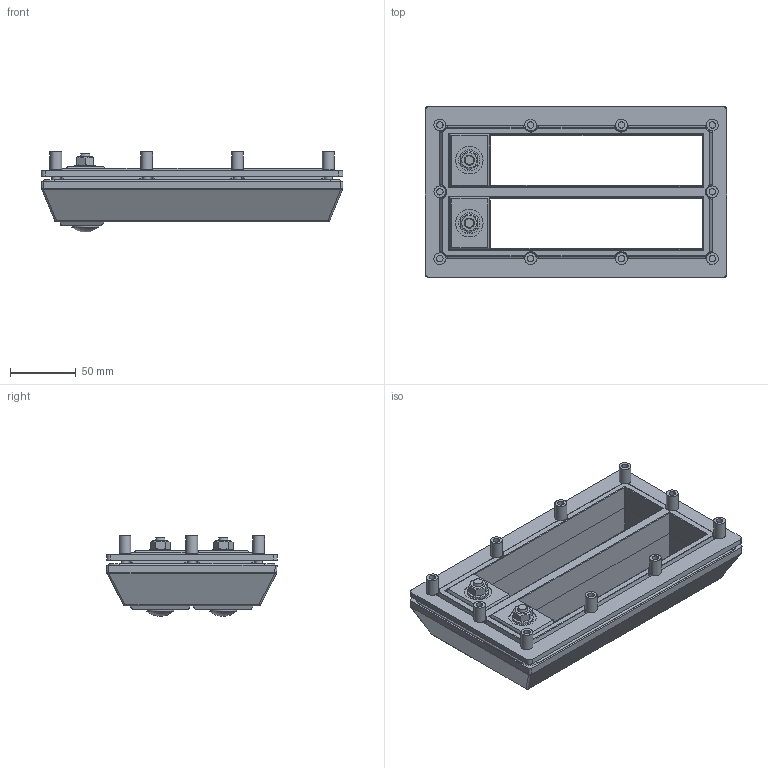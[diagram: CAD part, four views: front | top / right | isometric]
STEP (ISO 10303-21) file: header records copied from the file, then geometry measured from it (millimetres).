
FILE_DESCRIPTION(/* description */ (''),/* implementation_level */ '2;1');
FILE_NAME(/* name */ 'CF32 Ex.stp',/* time_stamp */ '2022-11-21T10:13:32+01:00',/* author */ ('se-linado'),/* organization */ (''),/* preprocessor_version */ 'ST-DEVELOPER v18.1',/* originating_system */ 'Autodesk Inventor 2021',/* authorisation */ '');
FILE_SCHEMA (('AUTOMOTIVE_DESIGN { 1 0 10303 214 3 1 1 }'));
Length unit declared in the file: millimetre
Products named in the file (1): 100-085838_Shrinkwrap_1
Bounding box: 230.21 x 130.21 x 61.27 mm (x, y, z)
Volume: 547343 mm3; surface area: 154910 mm2
Topology: 3 solids, 3 shells, 763 faces, 1901 edges, 1138 vertices
Faces by surface type: cylinder 271, plane 262, bspline 120, torus 48, cone 36, sphere 26
Full cylindrical faces by diameter (mm): 3.754 x1, 4.917 x10, 5.8 x2, 6 x10, 8 x2, 9 x10, 16 x2, 20.65 x2, 20.7 x2, 21 x2
Entity records: 27238 total; most frequent: CARTESIAN_POINT 8736, ORIENTED_EDGE 3730, DIRECTION 3653, EDGE_CURVE 1865, AXIS2_PLACEMENT_3D 1422, VERTEX_POINT 1138, EDGE_LOOP 833, LINE 809
